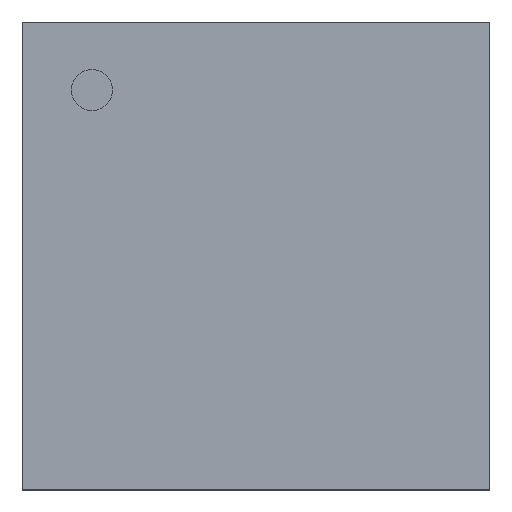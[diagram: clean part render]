
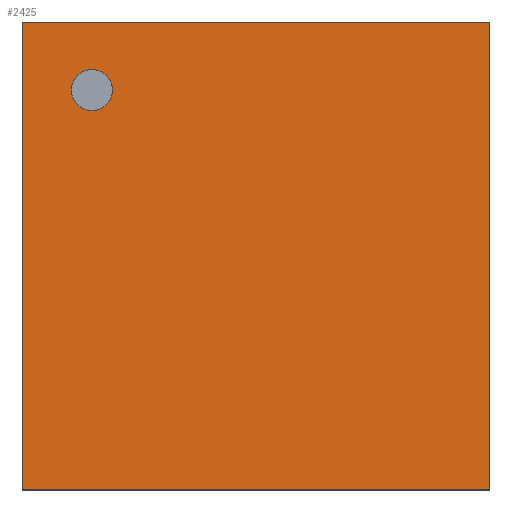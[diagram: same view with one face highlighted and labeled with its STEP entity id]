
A CAD part, top view. The second image highlights one B-rep face of the part: STEP entity #2425.
In plain terms, the highlighted planar face has unit normal (0, 0, 1).
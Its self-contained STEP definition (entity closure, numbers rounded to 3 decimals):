
#1534 = VERTEX_POINT('',#1535);
#1535 = CARTESIAN_POINT('',(-1.184,1.063,1.));
#1541 = EDGE_CURVE('',#1542,#1534,#1544,.T.);
#1542 = VERTEX_POINT('',#1543);
#1543 = CARTESIAN_POINT('',(-0.92,1.063,1.));
#1544 = CIRCLE('',#1545,0.132);
#1545 = AXIS2_PLACEMENT_3D('',#1546,#1547,#1548);
#1546 = CARTESIAN_POINT('',(-1.052,1.063,1.));
#1547 = DIRECTION('',(0.,0.,1.));
#1548 = DIRECTION('',(-1.,0.,0.));
#1786 = VERTEX_POINT('',#1787);
#1787 = CARTESIAN_POINT('',(1.5,-1.5,1.));
#1793 = EDGE_CURVE('',#1794,#1786,#1796,.T.);
#1794 = VERTEX_POINT('',#1795);
#1795 = CARTESIAN_POINT('',(-1.5,-1.5,1.));
#1796 = LINE('',#1797,#1798);
#1797 = CARTESIAN_POINT('',(-1.5,-1.5,1.));
#1798 = VECTOR('',#1799,1.);
#1799 = DIRECTION('',(1.,0.,0.));
#2356 = VERTEX_POINT('',#2357);
#2357 = CARTESIAN_POINT('',(-1.5,1.5,1.));
#2363 = EDGE_CURVE('',#2364,#2356,#2366,.T.);
#2364 = VERTEX_POINT('',#2365);
#2365 = CARTESIAN_POINT('',(1.5,1.5,1.));
#2366 = LINE('',#2367,#2368);
#2367 = CARTESIAN_POINT('',(-1.5,1.5,1.));
#2368 = VECTOR('',#2369,1.);
#2369 = DIRECTION('',(-1.,0.,0.));
#2392 = EDGE_CURVE('',#2356,#1794,#2393,.T.);
#2393 = LINE('',#2394,#2395);
#2394 = CARTESIAN_POINT('',(-1.5,-1.5,1.));
#2395 = VECTOR('',#2396,1.);
#2396 = DIRECTION('',(0.,-1.,0.));
#2414 = EDGE_CURVE('',#1786,#2364,#2415,.T.);
#2415 = LINE('',#2416,#2417);
#2416 = CARTESIAN_POINT('',(1.5,-1.5,1.));
#2417 = VECTOR('',#2418,1.);
#2418 = DIRECTION('',(0.,1.,0.));
#2425 = ADVANCED_FACE('',(#2426,#2436),#2442,.T.);
#2426 = FACE_BOUND('',#2427,.T.);
#2427 = EDGE_LOOP('',(#2428,#2435));
#2428 = ORIENTED_EDGE('',*,*,#2429,.F.);
#2429 = EDGE_CURVE('',#1534,#1542,#2430,.T.);
#2430 = CIRCLE('',#2431,0.132);
#2431 = AXIS2_PLACEMENT_3D('',#2432,#2433,#2434);
#2432 = CARTESIAN_POINT('',(-1.052,1.063,1.));
#2433 = DIRECTION('',(0.,0.,1.));
#2434 = DIRECTION('',(-1.,0.,0.));
#2435 = ORIENTED_EDGE('',*,*,#1541,.F.);
#2436 = FACE_BOUND('',#2437,.T.);
#2437 = EDGE_LOOP('',(#2438,#2439,#2440,#2441));
#2438 = ORIENTED_EDGE('',*,*,#2363,.T.);
#2439 = ORIENTED_EDGE('',*,*,#2392,.T.);
#2440 = ORIENTED_EDGE('',*,*,#1793,.T.);
#2441 = ORIENTED_EDGE('',*,*,#2414,.T.);
#2442 = PLANE('',#2443);
#2443 = AXIS2_PLACEMENT_3D('',#2444,#2445,#2446);
#2444 = CARTESIAN_POINT('',(0.,0.,1.));
#2445 = DIRECTION('',(0.,0.,1.));
#2446 = DIRECTION('',(-1.,0.,0.));
